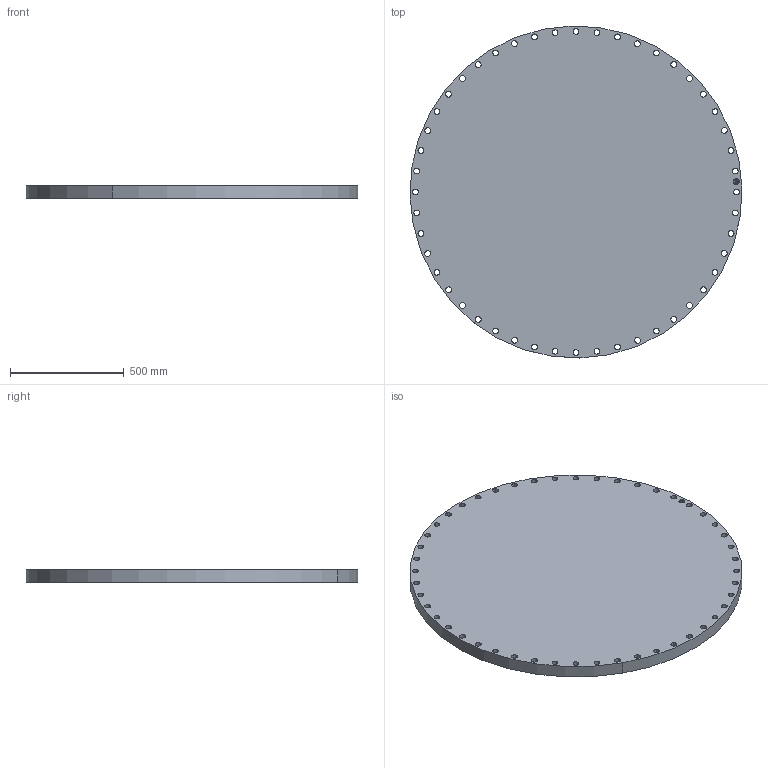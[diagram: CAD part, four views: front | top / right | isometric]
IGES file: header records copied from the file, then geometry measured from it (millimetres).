
Start section: START RECORD GO HERE.
Global section: file name: 52-075-BLIND-FF-B-FLANGE.igs; native system: DASSAULT SYSTEMES CATIA V5 R20 - www.3ds.com; preprocessor: CATIA Version 5 Release 20 SP 6 ; author: Texas Flange; organization: ; date: 20130324.230458; units: inch
Bounding box: 1457.05 x 1457.05 x 55.63 mm (x, y, z)
Volume: 91448751.9 mm3; surface area: 3755866.6 mm2
Topology: 1 solids, 1 shells, 485 faces, 1398 edges, 932 vertices
Faces by surface type: plane 367, revolution 118
